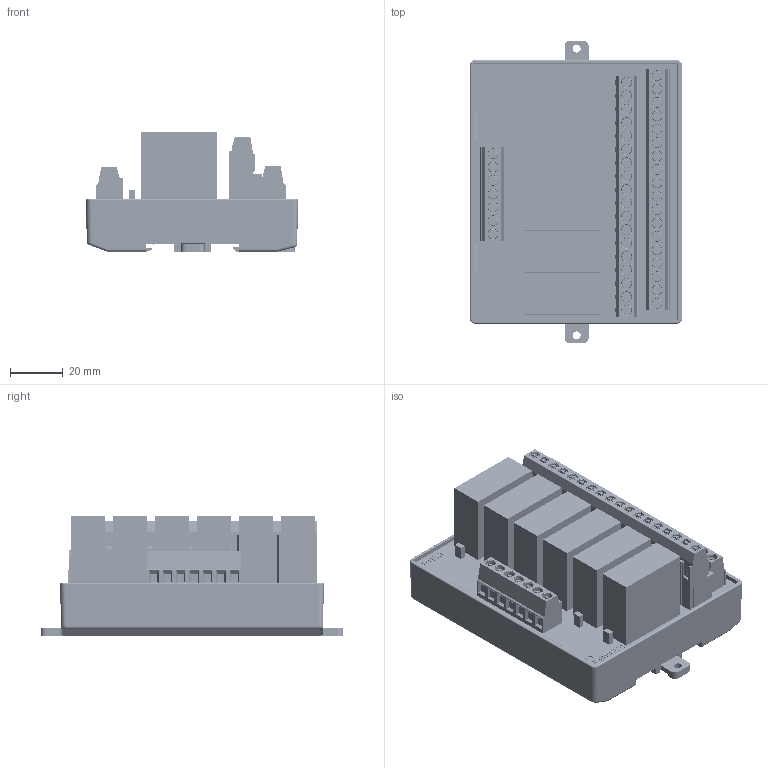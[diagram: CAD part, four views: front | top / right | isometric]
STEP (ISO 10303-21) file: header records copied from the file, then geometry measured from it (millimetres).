
FILE_DESCRIPTION(/* description */ (''),/* implementation_level */ '2;1');
FILE_NAME(/* name */ 'D1188-E.stp',/* time_stamp */ '2024-08-16T09:40:17+08:00',/* author */ (''),/* organization */ (''),/* preprocessor_version */ 'ST-DEVELOPER v14',/* originating_system */ 'SIEMENS PLM Software NX 8.0',/* authorisation */ '');
FILE_SCHEMA (('AUTOMOTIVE_DESIGN { 1 0 10303 214 3 1 1 1 }'));
Products named in the file (1): Admi12A04B78acce
Bounding box: 80.4 x 114.77 x 45.25 mm (x, y, z)
Volume: 229136 mm3; surface area: 65067.1 mm2
Topology: 3 solids, 12 shells, 4875 faces, 13165 edges, 8549 vertices
Faces by surface type: plane 3489, cylinder 833, torus 289, bspline 136, cone 114, extrusion 14
Full cylindrical faces by diameter (mm): 2.6 x26, 3 x2, 4.1 x40, 4.13 x26
Entity records: 206877 total; most frequent: CARTESIAN_POINT 87312, ORIENTED_EDGE 25778, DIRECTION 22070, EDGE_CURVE 12889, VECTOR 9866, LINE 9852, VERTEX_POINT 8480, AXIS2_PLACEMENT_3D 6102
